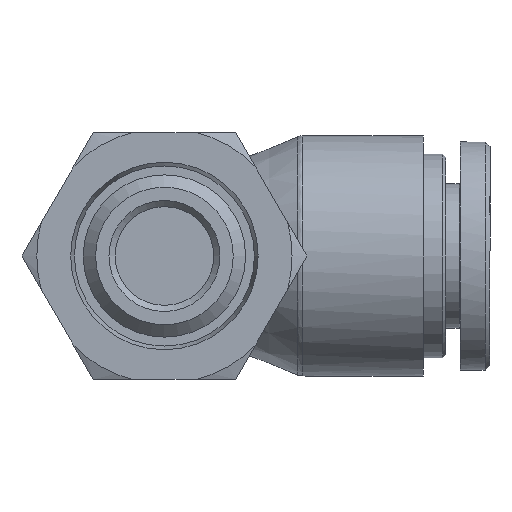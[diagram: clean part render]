
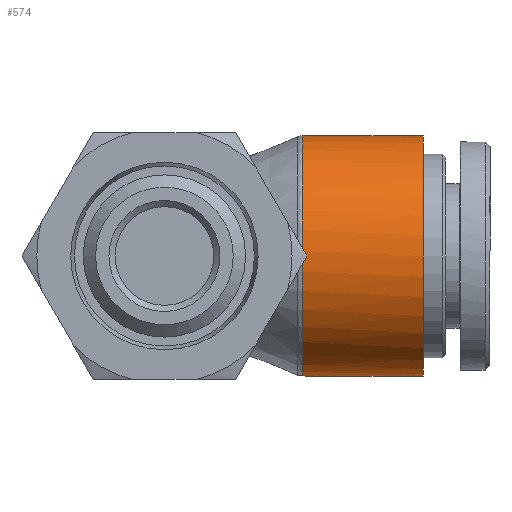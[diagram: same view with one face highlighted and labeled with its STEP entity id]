
A CAD part, front view. The second image highlights one B-rep face of the part: STEP entity #574.
In plain terms, the highlighted cylindrical face has radius 9.75 mm (diameter 19.5 mm), a full revolution.
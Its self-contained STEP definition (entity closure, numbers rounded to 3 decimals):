
#543=CARTESIAN_POINT('',(11.193,9.75,0.));
#544=VERTEX_POINT('',#543);
#545=CARTESIAN_POINT('',(11.193,0.0,0.0));
#546=DIRECTION('',(-1.0,0.0,0.0));
#547=DIRECTION('',(0.0,-1.0,0.0));
#548=AXIS2_PLACEMENT_3D('',#545,#546,#547);
#549=CIRCLE('',#548,9.75);
#550=EDGE_CURVE('',#544,#544,#549,.T.);
#555=CARTESIAN_POINT('',(16.0,0.0,0.0));
#556=DIRECTION('',(1.0,0.0,0.0));
#557=DIRECTION('',(0.0,1.0,0.0));
#558=AXIS2_PLACEMENT_3D('',#555,#556,#557);
#559=CYLINDRICAL_SURFACE('',#558,9.75);
#560=CARTESIAN_POINT('',(21.0,9.75,0.0));
#561=VERTEX_POINT('',#560);
#562=CARTESIAN_POINT('',(21.0,0.0,0.0));
#563=DIRECTION('',(1.0,0.0,0.0));
#564=DIRECTION('',(0.0,1.0,0.0));
#565=AXIS2_PLACEMENT_3D('',#562,#563,#564);
#566=CIRCLE('',#565,9.75);
#567=EDGE_CURVE('',#561,#561,#566,.T.);
#568=ORIENTED_EDGE('',*,*,#567,.F.);
#569=EDGE_LOOP('',(#568));
#570=FACE_OUTER_BOUND('',#569,.T.);
#571=ORIENTED_EDGE('',*,*,#550,.F.);
#572=EDGE_LOOP('',(#571));
#573=FACE_BOUND('',#572,.T.);
#574=ADVANCED_FACE('',(#570,#573),#559,.T.);
